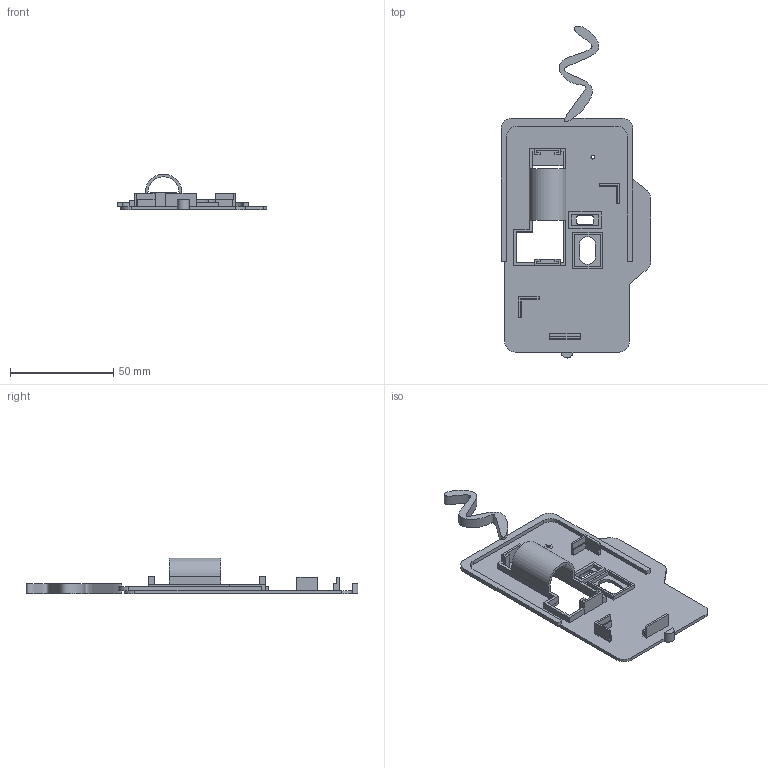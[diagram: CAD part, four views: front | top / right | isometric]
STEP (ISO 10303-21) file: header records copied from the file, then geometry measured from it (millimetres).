
FILE_DESCRIPTION(/* description */ ('STEP AP242','CAx-IF Rec.Pracs.---Representation and Presentation of Product Manufacturing Information (PMI)---4.0---2014-10-13','CAx-IF Rec.Pracs.---3D Tessellated Geometry---0.4---2014-09-14','2;1'),/* implementation_level */ '2;1');
FILE_NAME(/* name */ '68725c91c25dd322565b874c',/* time_stamp */ '2025-07-12T13:01:06Z',/* author */ (''),/* organization */ (''),/* preprocessor_version */ 'ST-DEVELOPER v20',/* originating_system */ 'ONSHAPE BY PTC INC, 1.200',/* authorisation */ ' ');
FILE_SCHEMA (('AP242_MANAGED_MODEL_BASED_3D_ENGINEERING_MIM_LF { 1 0 10303 442 1 1 4 }'));
Length unit declared in the file: metre
Products named in the file (6): Part 5; Part 8; Part 2; Part 1; Part 3; Part 4
Bounding box: 72.58 x 161.08 x 17.4 mm (x, y, z)
Volume: 15775.7 mm3; surface area: 20898.4 mm2
Topology: 6 solids, 6 shells, 179 faces, 473 edges, 314 vertices
Faces by surface type: plane 155, cylinder 23, bspline 1
Full cylindrical faces by diameter (mm): 1.85 x1, 4.2 x1
Entity records: 5654 total; most frequent: CARTESIAN_POINT 1043, ORIENTED_EDGE 934, DIRECTION 877, EDGE_CURVE 467, LINE 417, VECTOR 417, VERTEX_POINT 312, AXIS2_PLACEMENT_3D 230
